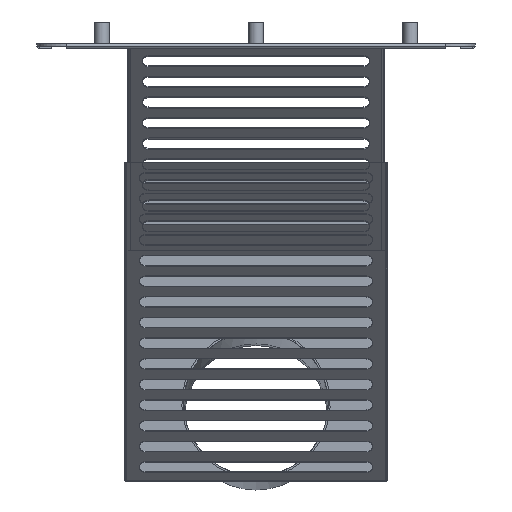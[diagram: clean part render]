
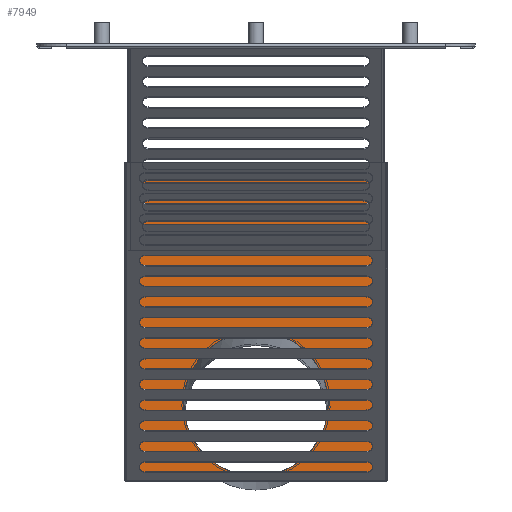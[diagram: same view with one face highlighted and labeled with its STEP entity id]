
A CAD part, left-side view. The second image highlights one B-rep face of the part: STEP entity #7949.
In plain terms, the highlighted planar face has unit normal (-1, 0, 0).
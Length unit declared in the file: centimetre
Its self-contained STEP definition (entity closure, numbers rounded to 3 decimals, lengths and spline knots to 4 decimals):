
#89=FACE_BOUND('',#1059,.T.);
#295=PLANE('',#8505);
#627=FACE_OUTER_BOUND('',#1058,.T.);
#1058=EDGE_LOOP('',(#6092,#6093,#6094,#6095,#6096,#6097,#6098,#6099,#6100,
#6101,#6102,#6103,#6104,#6105,#6106,#6107,#6108,#6109,#6110,#6111));
#1059=EDGE_LOOP('',(#6112));
#1675=LINE('',#12012,#2539);
#1680=LINE('',#12023,#2544);
#1682=LINE('',#12026,#2546);
#1684=LINE('',#12032,#2548);
#1690=LINE('',#12044,#2554);
#1692=LINE('',#12047,#2556);
#1693=LINE('',#12050,#2557);
#1696=LINE('',#12055,#2560);
#1699=LINE('',#12060,#2563);
#1731=LINE('',#12127,#2595);
#1739=LINE('',#12142,#2603);
#1740=LINE('',#12144,#2604);
#1744=LINE('',#12153,#2608);
#1746=LINE('',#12159,#2610);
#1749=LINE('',#12164,#2613);
#1753=LINE('',#12171,#2617);
#1786=LINE('',#12243,#2650);
#1787=LINE('',#12244,#2651);
#1788=LINE('',#12245,#2652);
#1789=LINE('',#12246,#2653);
#2539=VECTOR('',#9720,10.);
#2544=VECTOR('',#9729,10.);
#2546=VECTOR('',#9733,10.);
#2548=VECTOR('',#9737,10.);
#2554=VECTOR('',#9745,10.);
#2556=VECTOR('',#9749,10.);
#2557=VECTOR('',#9752,0.72);
#2560=VECTOR('',#9757,0.72);
#2563=VECTOR('',#9760,0.72);
#2595=VECTOR('',#9812,10.);
#2603=VECTOR('',#9824,10.);
#2604=VECTOR('',#9827,10.);
#2608=VECTOR('',#9833,10.);
#2610=VECTOR('',#9837,10.);
#2613=VECTOR('',#9842,10.);
#2617=VECTOR('',#9848,0.72);
#2650=VECTOR('',#9907,10.);
#2651=VECTOR('',#9908,0.72);
#2652=VECTOR('',#9909,0.72);
#2653=VECTOR('',#9910,10.);
#3268=CIRCLE('',#8466,49.5);
#3679=VERTEX_POINT('',#12001);
#3681=VERTEX_POINT('',#12006);
#3683=VERTEX_POINT('',#12010);
#3686=VERTEX_POINT('',#12020);
#3687=VERTEX_POINT('',#12022);
#3688=VERTEX_POINT('',#12028);
#3690=VERTEX_POINT('',#12031);
#3693=VERTEX_POINT('',#12038);
#3695=VERTEX_POINT('',#12042);
#3696=VERTEX_POINT('',#12049);
#3699=VERTEX_POINT('',#12058);
#3722=VERTEX_POINT('',#12123);
#3724=VERTEX_POINT('',#12126);
#3728=VERTEX_POINT('',#12138);
#3729=VERTEX_POINT('',#12140);
#3731=VERTEX_POINT('',#12147);
#3733=VERTEX_POINT('',#12151);
#3734=VERTEX_POINT('',#12155);
#3736=VERTEX_POINT('',#12158);
#3739=VERTEX_POINT('',#12169);
#3765=VERTEX_POINT('',#12242);
#4566=EDGE_CURVE('',#3679,#3679,#3268,.T.);
#4570=EDGE_CURVE('',#3681,#3683,#1675,.T.);
#4575=EDGE_CURVE('',#3686,#3687,#1680,.T.);
#4577=EDGE_CURVE('',#3683,#3687,#1682,.T.);
#4579=EDGE_CURVE('',#3688,#3690,#1684,.T.);
#4585=EDGE_CURVE('',#3693,#3695,#1690,.T.);
#4587=EDGE_CURVE('',#3695,#3690,#1692,.T.);
#4588=EDGE_CURVE('',#3696,#3693,#1693,.T.);
#4591=EDGE_CURVE('',#3688,#3681,#1696,.T.);
#4594=EDGE_CURVE('',#3686,#3699,#1699,.T.);
#4626=EDGE_CURVE('',#3722,#3724,#1731,.T.);
#4634=EDGE_CURVE('',#3728,#3729,#1739,.T.);
#4635=EDGE_CURVE('',#3724,#3729,#1740,.T.);
#4639=EDGE_CURVE('',#3731,#3733,#1744,.T.);
#4641=EDGE_CURVE('',#3734,#3736,#1746,.T.);
#4644=EDGE_CURVE('',#3736,#3733,#1749,.T.);
#4648=EDGE_CURVE('',#3739,#3734,#1753,.T.);
#4683=EDGE_CURVE('',#3699,#3765,#1786,.T.);
#4684=EDGE_CURVE('',#3728,#3765,#1787,.T.);
#4685=EDGE_CURVE('',#3731,#3722,#1788,.T.);
#4686=EDGE_CURVE('',#3739,#3696,#1789,.T.);
#6092=ORIENTED_EDGE('',*,*,#4683,.T.);
#6093=ORIENTED_EDGE('',*,*,#4684,.F.);
#6094=ORIENTED_EDGE('',*,*,#4634,.T.);
#6095=ORIENTED_EDGE('',*,*,#4635,.F.);
#6096=ORIENTED_EDGE('',*,*,#4626,.F.);
#6097=ORIENTED_EDGE('',*,*,#4685,.F.);
#6098=ORIENTED_EDGE('',*,*,#4639,.T.);
#6099=ORIENTED_EDGE('',*,*,#4644,.F.);
#6100=ORIENTED_EDGE('',*,*,#4641,.F.);
#6101=ORIENTED_EDGE('',*,*,#4648,.F.);
#6102=ORIENTED_EDGE('',*,*,#4686,.T.);
#6103=ORIENTED_EDGE('',*,*,#4588,.T.);
#6104=ORIENTED_EDGE('',*,*,#4585,.T.);
#6105=ORIENTED_EDGE('',*,*,#4587,.T.);
#6106=ORIENTED_EDGE('',*,*,#4579,.F.);
#6107=ORIENTED_EDGE('',*,*,#4591,.T.);
#6108=ORIENTED_EDGE('',*,*,#4570,.T.);
#6109=ORIENTED_EDGE('',*,*,#4577,.T.);
#6110=ORIENTED_EDGE('',*,*,#4575,.F.);
#6111=ORIENTED_EDGE('',*,*,#4594,.T.);
#6112=ORIENTED_EDGE('',*,*,#4566,.T.);
#7949=ADVANCED_FACE('',(#627,#89),#295,.T.);
#8466=AXIS2_PLACEMENT_3D('',#12003,#9713,#9714);
#8505=AXIS2_PLACEMENT_3D('',#12241,#9905,#9906);
#9713=DIRECTION('center_axis',(1.,0.,0.));
#9714=DIRECTION('ref_axis',(0.,1.,0.));
#9720=DIRECTION('',(0.,1.,0.));
#9729=DIRECTION('',(0.,1.,0.));
#9733=DIRECTION('',(0.,0.,-1.));
#9737=DIRECTION('',(0.,1.,0.));
#9745=DIRECTION('',(0.,1.,0.));
#9749=DIRECTION('',(0.,0.,-1.));
#9752=DIRECTION('',(0.,0.,-1.));
#9757=DIRECTION('',(0.,0.,-1.));
#9760=DIRECTION('',(0.,0.,-1.));
#9812=DIRECTION('',(0.,-1.,0.));
#9824=DIRECTION('',(0.,-1.,0.));
#9827=DIRECTION('',(0.,0.,-1.));
#9833=DIRECTION('',(0.,-1.,0.));
#9837=DIRECTION('',(0.,-1.,0.));
#9842=DIRECTION('',(0.,0.,-1.));
#9848=DIRECTION('',(0.,0.,-1.));
#9905=DIRECTION('center_axis',(-1.,0.,0.));
#9906=DIRECTION('ref_axis',(0.,-1.,0.));
#9907=DIRECTION('',(0.,-1.,0.));
#9908=DIRECTION('',(0.,0.,-1.));
#9909=DIRECTION('',(0.,0.,-1.));
#9910=DIRECTION('',(0.,1.,0.));
#12001=CARTESIAN_POINT('',(0.5,-49.5,53.5858));
#12003=CARTESIAN_POINT('Origin',(0.5,0.,
53.5858));
#12006=CARTESIAN_POINT('',(0.5,89.,119.5858));
#12010=CARTESIAN_POINT('',(0.5,90.,119.5858));
#12012=CARTESIAN_POINT('',(0.5,89.,119.5858));
#12020=CARTESIAN_POINT('',(0.5,89.,117.5858));
#12022=CARTESIAN_POINT('',(0.5,90.,117.5858));
#12023=CARTESIAN_POINT('',(0.5,89.,117.5858));
#12026=CARTESIAN_POINT('',(0.5,90.,119.5858));
#12028=CARTESIAN_POINT('',(0.5,89.,207.5858));
#12031=CARTESIAN_POINT('',(0.5,90.,207.5858));
#12032=CARTESIAN_POINT('',(0.5,89.,207.5858));
#12038=CARTESIAN_POINT('',(0.5,89.,209.5858));
#12042=CARTESIAN_POINT('',(0.5,90.,209.5858));
#12044=CARTESIAN_POINT('',(0.5,89.,209.5858));
#12047=CARTESIAN_POINT('',(0.5,90.,209.5858));
#12049=CARTESIAN_POINT('',(0.5,89.,218.5858));
#12050=CARTESIAN_POINT('',(0.5,89.,-1.2619));
#12055=CARTESIAN_POINT('',(0.5,89.,-1.2619));
#12058=CARTESIAN_POINT('',(0.5,89.,1.));
#12060=CARTESIAN_POINT('',(0.5,89.,-1.2619));
#12123=CARTESIAN_POINT('',(0.5,-89.,119.5858));
#12126=CARTESIAN_POINT('',(0.5,-90.,119.5858));
#12127=CARTESIAN_POINT('',(0.5,-89.,119.5858));
#12138=CARTESIAN_POINT('',(0.5,-89.,117.5858));
#12140=CARTESIAN_POINT('',(0.5,-90.,117.5858));
#12142=CARTESIAN_POINT('',(0.5,-89.,117.5858));
#12144=CARTESIAN_POINT('',(0.5,-90.,119.5858));
#12147=CARTESIAN_POINT('',(0.5,-89.,207.5858));
#12151=CARTESIAN_POINT('',(0.5,-90.,207.5858));
#12153=CARTESIAN_POINT('',(0.5,-89.,207.5858));
#12155=CARTESIAN_POINT('',(0.5,-89.,209.5858));
#12158=CARTESIAN_POINT('',(0.5,-90.,209.5858));
#12159=CARTESIAN_POINT('',(0.5,-89.,209.5858));
#12164=CARTESIAN_POINT('',(0.5,-90.,209.5858));
#12169=CARTESIAN_POINT('',(0.5,-89.,218.5858));
#12171=CARTESIAN_POINT('',(0.5,-89.,-1.2619));
#12241=CARTESIAN_POINT('Origin',(0.5,0.,
108.9447));
#12242=CARTESIAN_POINT('',(0.5,-89.,1.));
#12243=CARTESIAN_POINT('',(0.5,0.,1.));
#12244=CARTESIAN_POINT('',(0.5,-89.,-1.2619));
#12245=CARTESIAN_POINT('',(0.5,-89.,-1.2619));
#12246=CARTESIAN_POINT('',(0.5,-89.,218.5858));
